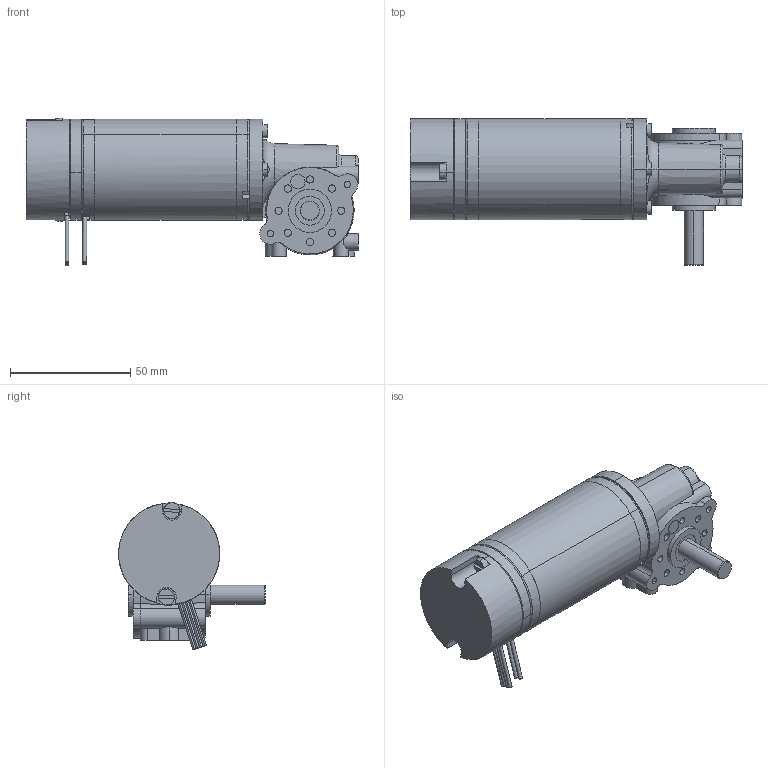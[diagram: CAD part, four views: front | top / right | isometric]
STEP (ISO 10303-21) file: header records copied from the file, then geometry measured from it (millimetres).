
FILE_DESCRIPTION(('STEP AP214'),'1');
FILE_NAME('cctmp_2D10BE97-941D-4F7F-AB7B-EF194DDFEB60_2023_10_25_16_27_12_980..stp','2023-10-25T14:27:13',('Dunkermotoren GmbH'),('CADClick - www.CADClick.com'),'Spatial InterOp 3D',' ','unknown authorization');
FILE_SCHEMA(('AUTOMOTIVE_DESIGN'));
Length unit declared in the file: millimetre
Products named in the file (1): 1
Bounding box: 138 x 61 x 61.38 mm (x, y, z)
Volume: 177791.8 mm3; surface area: 33885.2 mm2
Topology: 1 solids, 27 shells, 694 faces, 1678 edges, 1093 vertices
Faces by surface type: cylinder 360, plane 238, torus 71, cone 25
Entity records: 27944 total; most frequent: CARTESIAN_POINT 5315, DIRECTION 3938, ORIENTED_EDGE 3356, EDGE_CURVE 1678, AXIS2_PLACEMENT_3D 1657, VERTEX_POINT 1093, CIRCLE 944, EDGE_LOOP 799
